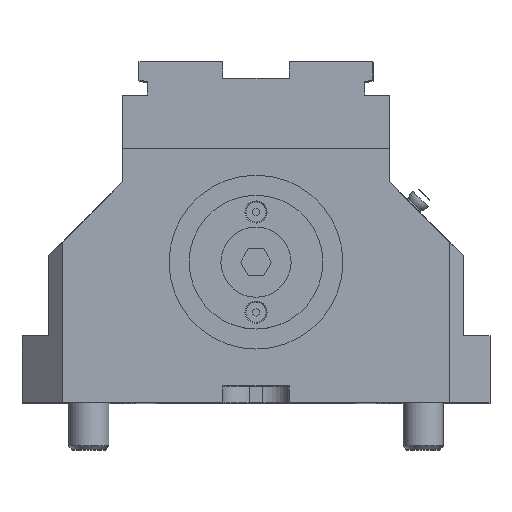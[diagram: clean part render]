
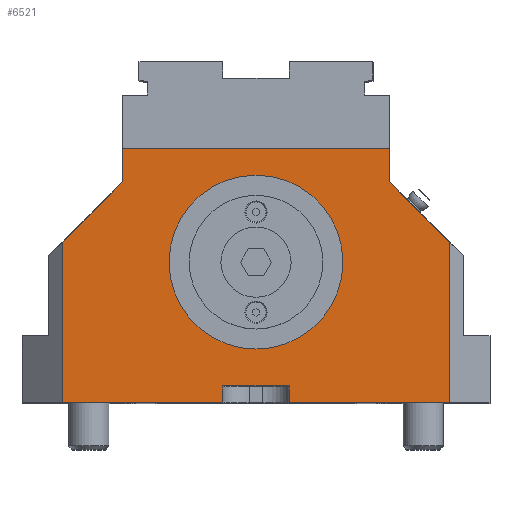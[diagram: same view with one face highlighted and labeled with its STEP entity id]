
A CAD part, top view. The second image highlights one B-rep face of the part: STEP entity #6521.
In plain terms, the highlighted planar face has unit normal (0, 0, 1).
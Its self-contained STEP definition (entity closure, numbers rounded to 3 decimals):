
#284=FACE_BOUND('',#977,.T.);
#352=CIRCLE('',#7067,10.5);
#589=FACE_OUTER_BOUND('',#976,.T.);
#976=EDGE_LOOP('',(#4099,#4100,#4101,#4102,#4103,#4104,#4105,#4106,#4107,
#4108,#4109,#4110));
#977=EDGE_LOOP('',(#4111));
#1437=LINE('',#9575,#1999);
#1438=LINE('',#9577,#2000);
#1439=LINE('',#9579,#2001);
#1440=LINE('',#9581,#2002);
#1441=LINE('',#9583,#2003);
#1442=LINE('',#9585,#2004);
#1443=LINE('',#9587,#2005);
#1444=LINE('',#9589,#2006);
#1445=LINE('',#9591,#2007);
#1446=LINE('',#9593,#2008);
#1447=LINE('',#9595,#2009);
#1448=LINE('',#9596,#2010);
#1999=VECTOR('',#7748,10.);
#2000=VECTOR('',#7749,10.);
#2001=VECTOR('',#7750,10.);
#2002=VECTOR('',#7751,10.);
#2003=VECTOR('',#7752,10.);
#2004=VECTOR('',#7753,10.);
#2005=VECTOR('',#7754,10.);
#2006=VECTOR('',#7755,10.);
#2007=VECTOR('',#7756,10.);
#2008=VECTOR('',#7757,10.);
#2009=VECTOR('',#7758,10.);
#2010=VECTOR('',#7759,10.);
#2561=VERTEX_POINT('',#9550);
#2571=VERTEX_POINT('',#9573);
#2572=VERTEX_POINT('',#9574);
#2573=VERTEX_POINT('',#9576);
#2574=VERTEX_POINT('',#9578);
#2575=VERTEX_POINT('',#9580);
#2576=VERTEX_POINT('',#9582);
#2577=VERTEX_POINT('',#9584);
#2578=VERTEX_POINT('',#9586);
#2579=VERTEX_POINT('',#9588);
#2580=VERTEX_POINT('',#9590);
#2581=VERTEX_POINT('',#9592);
#2582=VERTEX_POINT('',#9594);
#3174=EDGE_CURVE('',#2561,#2561,#352,.T.);
#3185=EDGE_CURVE('',#2571,#2572,#1437,.T.);
#3186=EDGE_CURVE('',#2572,#2573,#1438,.T.);
#3187=EDGE_CURVE('',#2574,#2573,#1439,.T.);
#3188=EDGE_CURVE('',#2574,#2575,#1440,.T.);
#3189=EDGE_CURVE('',#2575,#2576,#1441,.T.);
#3190=EDGE_CURVE('',#2577,#2576,#1442,.T.);
#3191=EDGE_CURVE('',#2577,#2578,#1443,.T.);
#3192=EDGE_CURVE('',#2578,#2579,#1444,.T.);
#3193=EDGE_CURVE('',#2580,#2579,#1445,.T.);
#3194=EDGE_CURVE('',#2580,#2581,#1446,.T.);
#3195=EDGE_CURVE('',#2581,#2582,#1447,.T.);
#3196=EDGE_CURVE('',#2582,#2571,#1448,.T.);
#4099=ORIENTED_EDGE('',*,*,#3185,.T.);
#4100=ORIENTED_EDGE('',*,*,#3186,.T.);
#4101=ORIENTED_EDGE('',*,*,#3187,.F.);
#4102=ORIENTED_EDGE('',*,*,#3188,.T.);
#4103=ORIENTED_EDGE('',*,*,#3189,.T.);
#4104=ORIENTED_EDGE('',*,*,#3190,.F.);
#4105=ORIENTED_EDGE('',*,*,#3191,.T.);
#4106=ORIENTED_EDGE('',*,*,#3192,.T.);
#4107=ORIENTED_EDGE('',*,*,#3193,.F.);
#4108=ORIENTED_EDGE('',*,*,#3194,.T.);
#4109=ORIENTED_EDGE('',*,*,#3195,.T.);
#4110=ORIENTED_EDGE('',*,*,#3196,.T.);
#4111=ORIENTED_EDGE('',*,*,#3174,.T.);
#5888=PLANE('',#7078);
#6521=ADVANCED_FACE('',(#589,#284),#5888,.F.);
#7067=AXIS2_PLACEMENT_3D('',#9551,#7723,#7724);
#7078=AXIS2_PLACEMENT_3D('',#9572,#7746,#7747);
#7723=DIRECTION('center_axis',(0.,0.,-1.));
#7724=DIRECTION('ref_axis',(0.,1.,0.));
#7746=DIRECTION('center_axis',(0.,0.,-1.));
#7747=DIRECTION('ref_axis',(-1.,0.,0.));
#7748=DIRECTION('',(0.,-1.,0.));
#7749=DIRECTION('',(1.,0.,0.));
#7750=DIRECTION('',(0.,-1.,0.));
#7751=DIRECTION('',(-0.707,0.707,0.));
#7752=DIRECTION('',(0.,1.,0.));
#7753=DIRECTION('',(1.,0.,0.));
#7754=DIRECTION('',(0.,-1.,0.));
#7755=DIRECTION('',(-0.707,-0.707,0.));
#7756=DIRECTION('',(0.,1.,0.));
#7757=DIRECTION('',(1.,0.,0.));
#7758=DIRECTION('',(0.,1.,0.));
#7759=DIRECTION('',(1.,0.,0.));
#9550=CARTESIAN_POINT('',(0.,47.5,90.));
#9551=CARTESIAN_POINT('Origin',(0.,58.,
90.));
#9572=CARTESIAN_POINT('Origin',(33.,61.,90.));
#9573=CARTESIAN_POINT('',(10.,21.,90.));
#9574=CARTESIAN_POINT('',(10.,16.,90.));
#9575=CARTESIAN_POINT('',(10.,31.,90.));
#9576=CARTESIAN_POINT('',(58.,16.,90.));
#9577=CARTESIAN_POINT('',(59.134,16.,90.));
#9578=CARTESIAN_POINT('',(58.,64.,90.));
#9579=CARTESIAN_POINT('',(58.,69.,90.));
#9580=CARTESIAN_POINT('',(40.,82.,90.));
#9581=CARTESIAN_POINT('',(39.,83.,90.));
#9582=CARTESIAN_POINT('',(40.,92.,90.));
#9583=CARTESIAN_POINT('',(40.,69.,90.));
#9584=CARTESIAN_POINT('',(-40.,92.,90.));
#9585=CARTESIAN_POINT('',(-70.,92.,90.));
#9586=CARTESIAN_POINT('',(-40.,82.,90.));
#9587=CARTESIAN_POINT('',(-40.,64.,90.));
#9588=CARTESIAN_POINT('',(-58.,64.,90.));
#9589=CARTESIAN_POINT('',(-54.,68.,90.));
#9590=CARTESIAN_POINT('',(-58.,16.,90.));
#9591=CARTESIAN_POINT('',(-58.,23.,90.));
#9592=CARTESIAN_POINT('',(-10.,16.,90.));
#9593=CARTESIAN_POINT('',(59.134,16.,90.));
#9594=CARTESIAN_POINT('',(-10.,21.,90.));
#9595=CARTESIAN_POINT('',(-10.,31.,90.));
#9596=CARTESIAN_POINT('',(0.,21.,90.));
